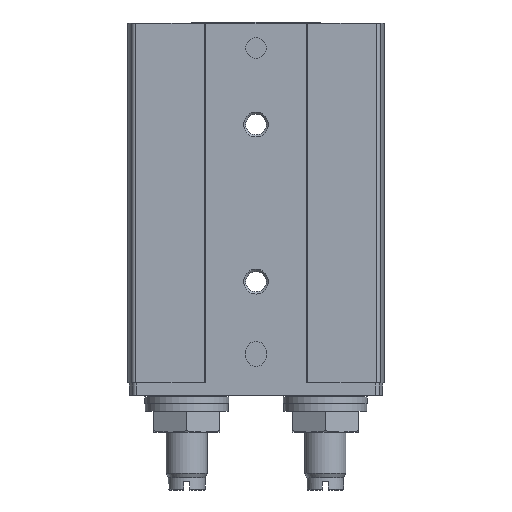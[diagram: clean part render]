
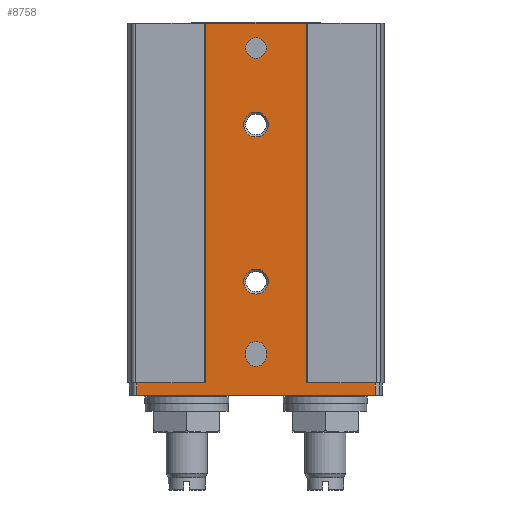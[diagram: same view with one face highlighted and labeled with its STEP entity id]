
A CAD part, front view. The second image highlights one B-rep face of the part: STEP entity #8758.
In plain terms, the highlighted planar face has unit normal (0, -1, 0).
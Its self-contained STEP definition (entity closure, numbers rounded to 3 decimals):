
#404=CIRCLE('',#9385,2.5);
#405=CIRCLE('',#9386,2.5);
#406=CIRCLE('',#9387,2.5);
#407=CIRCLE('',#9388,3.);
#408=CIRCLE('',#9389,3.);
#915=ORIENTED_EDGE('',*,*,#3417,.T.);
#916=ORIENTED_EDGE('',*,*,#3418,.T.);
#917=ORIENTED_EDGE('',*,*,#3419,.T.);
#918=ORIENTED_EDGE('',*,*,#3420,.T.);
#919=ORIENTED_EDGE('',*,*,#3421,.F.);
#920=ORIENTED_EDGE('',*,*,#3422,.T.);
#921=ORIENTED_EDGE('',*,*,#3423,.T.);
#922=ORIENTED_EDGE('',*,*,#3424,.F.);
#923=ORIENTED_EDGE('',*,*,#3416,.F.);
#924=ORIENTED_EDGE('',*,*,#3425,.F.);
#925=ORIENTED_EDGE('',*,*,#3426,.F.);
#926=ORIENTED_EDGE('',*,*,#3427,.T.);
#927=ORIENTED_EDGE('',*,*,#3428,.T.);
#928=ORIENTED_EDGE('',*,*,#3429,.F.);
#929=ORIENTED_EDGE('',*,*,#3430,.T.);
#3416=EDGE_CURVE('',#4661,#4660,#5525,.T.);
#3417=EDGE_CURVE('',#4662,#4663,#404,.F.);
#3418=EDGE_CURVE('',#4663,#4664,#5526,.T.);
#3419=EDGE_CURVE('',#4664,#4665,#405,.F.);
#3420=EDGE_CURVE('',#4665,#4662,#5527,.T.);
#3421=EDGE_CURVE('',#4666,#4666,#406,.T.);
#3422=EDGE_CURVE('',#4667,#4667,#407,.T.);
#3423=EDGE_CURVE('',#4668,#4668,#408,.T.);
#3424=EDGE_CURVE('',#4660,#4669,#5528,.T.);
#3425=EDGE_CURVE('',#4670,#4661,#5529,.T.);
#3426=EDGE_CURVE('',#4671,#4670,#5530,.T.);
#3427=EDGE_CURVE('',#4671,#4672,#5531,.T.);
#3428=EDGE_CURVE('',#4672,#4673,#5532,.T.);
#3429=EDGE_CURVE('',#4674,#4673,#5533,.T.);
#3430=EDGE_CURVE('',#4674,#4669,#5534,.T.);
#4660=VERTEX_POINT('',#13311);
#4661=VERTEX_POINT('',#13313);
#4662=VERTEX_POINT('',#13317);
#4663=VERTEX_POINT('',#13318);
#4664=VERTEX_POINT('',#13320);
#4665=VERTEX_POINT('',#13322);
#4666=VERTEX_POINT('',#13325);
#4667=VERTEX_POINT('',#13327);
#4668=VERTEX_POINT('',#13329);
#4669=VERTEX_POINT('',#13331);
#4670=VERTEX_POINT('',#13333);
#4671=VERTEX_POINT('',#13335);
#4672=VERTEX_POINT('',#13337);
#4673=VERTEX_POINT('',#13339);
#4674=VERTEX_POINT('',#13341);
#5525=LINE('',#13314,#6283);
#5526=LINE('',#13319,#6284);
#5527=LINE('',#13323,#6285);
#5528=LINE('',#13330,#6286);
#5529=LINE('',#13332,#6287);
#5530=LINE('',#13334,#6288);
#5531=LINE('',#13336,#6289);
#5532=LINE('',#13338,#6290);
#5533=LINE('',#13340,#6291);
#5534=LINE('',#13342,#6292);
#6283=VECTOR('',#10479,1000.);
#6284=VECTOR('',#10484,1000.);
#6285=VECTOR('',#10487,1000.);
#6286=VECTOR('',#10494,1000.);
#6287=VECTOR('',#10495,1000.);
#6288=VECTOR('',#10496,1000.);
#6289=VECTOR('',#10497,1000.);
#6290=VECTOR('',#10498,1000.);
#6291=VECTOR('',#10499,1000.);
#6292=VECTOR('',#10500,1000.);
#7036=EDGE_LOOP('',(#915,#916,#917,#918));
#7037=EDGE_LOOP('',(#919));
#7038=EDGE_LOOP('',(#920));
#7039=EDGE_LOOP('',(#921));
#7040=EDGE_LOOP('',(#922,#923,#924,#925,#926,#927,#928,#929));
#7752=FACE_BOUND('',#7036,.T.);
#7753=FACE_BOUND('',#7037,.T.);
#7754=FACE_BOUND('',#7038,.T.);
#7755=FACE_BOUND('',#7039,.T.);
#7756=FACE_BOUND('',#7040,.T.);
#8466=PLANE('',#9384);
#8758=ADVANCED_FACE('',(#7752,#7753,#7754,#7755,#7756),#8466,.T.);
#9384=AXIS2_PLACEMENT_3D('',#13315,#10480,#10481);
#9385=AXIS2_PLACEMENT_3D('',#13316,#10482,#10483);
#9386=AXIS2_PLACEMENT_3D('',#13321,#10485,#10486);
#9387=AXIS2_PLACEMENT_3D('',#13324,#10488,#10489);
#9388=AXIS2_PLACEMENT_3D('',#13326,#10490,#10491);
#9389=AXIS2_PLACEMENT_3D('',#13328,#10492,#10493);
#10479=DIRECTION('',(0.,0.,1.));
#10480=DIRECTION('',(0.,-1.,0.));
#10481=DIRECTION('',(0.,0.,-1.));
#10482=DIRECTION('',(0.,-1.,0.));
#10483=DIRECTION('',(0.,0.,-1.));
#10484=DIRECTION('',(0.,0.,1.));
#10485=DIRECTION('',(0.,-1.,0.));
#10486=DIRECTION('',(0.,0.,-1.));
#10487=DIRECTION('',(0.,0.,-1.));
#10488=DIRECTION('',(0.,-1.,0.));
#10489=DIRECTION('',(0.,0.,-1.));
#10490=DIRECTION('',(0.,1.,0.));
#10491=DIRECTION('',(0.,0.,1.));
#10492=DIRECTION('',(0.,1.,0.));
#10493=DIRECTION('',(0.,0.,1.));
#10494=DIRECTION('',(1.,0.,0.));
#10495=DIRECTION('',(1.,0.,0.));
#10496=DIRECTION('',(0.,0.,1.));
#10497=DIRECTION('',(1.,0.,0.));
#10498=DIRECTION('',(0.,0.,1.));
#10499=DIRECTION('',(1.,0.,0.));
#10500=DIRECTION('',(0.,0.,1.));
#13311=CARTESIAN_POINT('',(-12.2,0.3,0.));
#13313=CARTESIAN_POINT('',(-12.2,0.3,-87.));
#13314=CARTESIAN_POINT('',(-12.2,0.3,-87.));
#13315=CARTESIAN_POINT('',(-12.2,0.3,-87.));
#13316=CARTESIAN_POINT('',(0.,0.3,-80.5));
#13317=CARTESIAN_POINT('',(2.5,0.3,-80.5));
#13318=CARTESIAN_POINT('',(-2.5,0.3,-80.5));
#13319=CARTESIAN_POINT('',(-2.5,0.3,-87.));
#13320=CARTESIAN_POINT('',(-2.5,0.3,-79.5));
#13321=CARTESIAN_POINT('',(0.,0.3,-79.5));
#13322=CARTESIAN_POINT('',(2.5,0.3,-79.5));
#13323=CARTESIAN_POINT('',(2.5,0.3,-87.));
#13324=CARTESIAN_POINT('',(0.,0.3,-6.));
#13325=CARTESIAN_POINT('',(0.,0.3,-8.5));
#13326=CARTESIAN_POINT('',(0.,0.3,-62.5));
#13327=CARTESIAN_POINT('',(0.,0.3,-59.5));
#13328=CARTESIAN_POINT('',(0.,0.3,-24.5));
#13329=CARTESIAN_POINT('',(0.,0.3,-21.5));
#13330=CARTESIAN_POINT('',(-12.2,0.3,0.));
#13331=CARTESIAN_POINT('',(12.2,0.3,0.));
#13332=CARTESIAN_POINT('',(-28.904,0.3,-87.));
#13333=CARTESIAN_POINT('',(-28.904,0.3,-87.));
#13334=CARTESIAN_POINT('',(-28.904,0.3,-90.));
#13335=CARTESIAN_POINT('',(-28.904,0.3,-90.));
#13336=CARTESIAN_POINT('',(-28.904,0.3,-90.));
#13337=CARTESIAN_POINT('',(28.904,0.3,-90.));
#13338=CARTESIAN_POINT('',(28.904,0.3,-90.));
#13339=CARTESIAN_POINT('',(28.904,0.3,-87.));
#13340=CARTESIAN_POINT('',(-30.,0.3,-87.));
#13341=CARTESIAN_POINT('',(12.2,0.3,-87.));
#13342=CARTESIAN_POINT('',(12.2,0.3,-87.));
